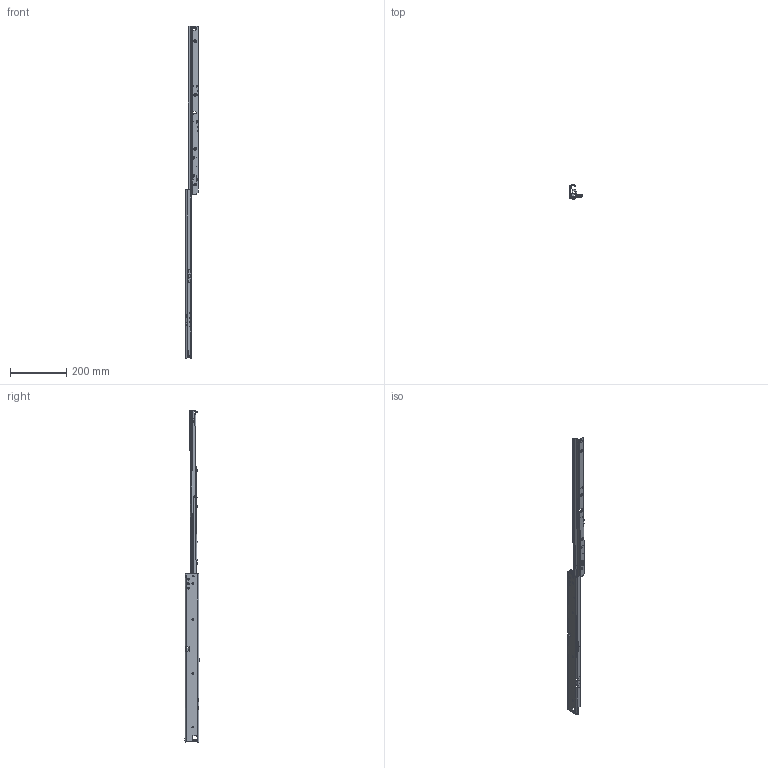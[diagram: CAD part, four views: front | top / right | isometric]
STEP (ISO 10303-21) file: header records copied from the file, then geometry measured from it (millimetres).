
FILE_DESCRIPTION (( 'STEP AP214' ), '1' );
FILE_NAME ('7075A.600-GA.0000_open.STEP', '2023-04-27T09:50:07', ( '' ), ( '' ), 'SwSTEP 2.0', 'SolidWorks 2020', '' );
FILE_SCHEMA (( 'AUTOMOTIVE_DESIGN' ));
Length unit declared in the file: millimetre
Products named in the file (6): 7100A.XXX-03.A047_NL  600; PG-030; 7075A.XXX-01.0000_NL 600; 7075A.XXX-01.A156_NL  600; 7075A.600-GA.0000_open; 7100A.XXX-03.0000_NL 600 ausgefahren
Assembly tree (5 placements, depth 3):
  7075A.600-GA.0000_open
    7075A.XXX-01.0000_NL 600
      7075A.XXX-01.A156_NL  600
      PG-030
    7100A.XXX-03.0000_NL 600 ausgefahren
      7100A.XXX-03.A047_NL  600
Bounding box: 44.45 x 50.3 x 1185.16 mm (x, y, z)
Volume: 181384.2 mm3; surface area: 168277.3 mm2
Topology: 3 solids, 3 shells, 990 faces, 2636 edges, 1605 vertices
Faces by surface type: plane 359, cylinder 358, bspline 121, torus 75, cone 52, sphere 25
Entity records: 34462 total; most frequent: CARTESIAN_POINT 9878, ORIENTED_EDGE 5200, DIRECTION 4783, EDGE_CURVE 2600, AXIS2_PLACEMENT_3D 1728, VERTEX_POINT 1605, LINE 1327, VECTOR 1327
